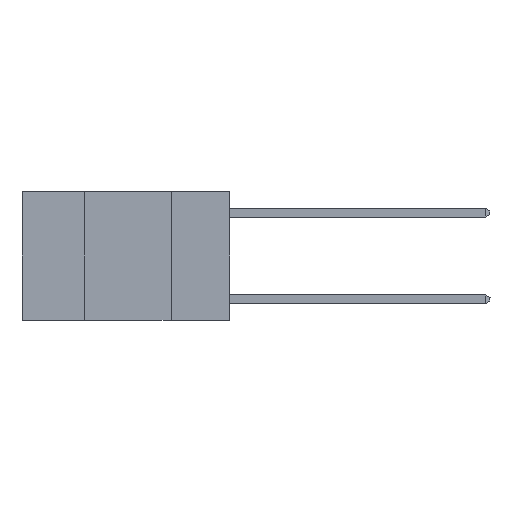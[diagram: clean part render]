
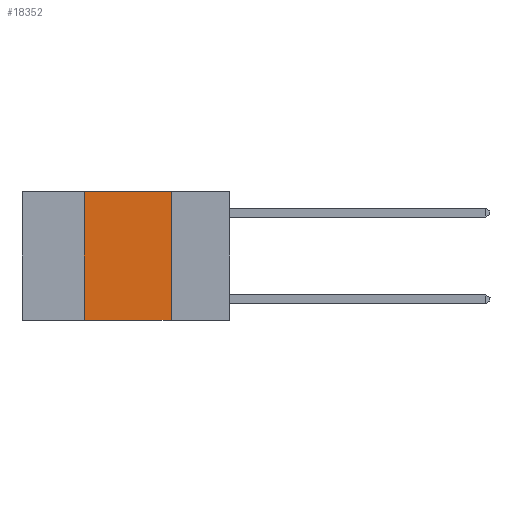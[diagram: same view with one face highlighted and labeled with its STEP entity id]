
A CAD part, left-side view. The second image highlights one B-rep face of the part: STEP entity #18352.
In plain terms, the highlighted planar face has unit normal (-1, 0, 0).
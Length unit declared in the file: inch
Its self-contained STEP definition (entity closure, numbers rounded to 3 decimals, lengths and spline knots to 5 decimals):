
#245 = CARTESIAN_POINT ( 'NONE',  ( 0., 0.42, 0. ) ) ;
#597 = CARTESIAN_POINT ( 'NONE',  ( 0., 0.42, -0.37 ) ) ;
#1454 = VECTOR ( 'NONE', #6500, 39.37008 ) ;
#1647 = LINE ( 'NONE', #1883, #12521 ) ;
#1883 = CARTESIAN_POINT ( 'NONE',  ( 0., 0.6, -0.37 ) ) ;
#4221 = DIRECTION ( 'NONE',  ( 0., -1., 0. ) ) ;
#5137 = AXIS2_PLACEMENT_3D ( 'NONE', #18613, #11682, #28022 ) ;
#5987 = VERTEX_POINT ( 'NONE', #18136 ) ;
#6500 = DIRECTION ( 'NONE',  ( 0., 0., -1. ) ) ;
#7863 = VECTOR ( 'NONE', #14191, 39.37008 ) ;
#8119 = EDGE_CURVE ( 'NONE', #18526, #5987, #14062, .T. ) ;
#8951 = CARTESIAN_POINT ( 'NONE',  ( 0., 0.17, -0.37 ) ) ;
#9062 = ORIENTED_EDGE ( 'NONE', *, *, #17483, .T. ) ;
#9360 = PLANE ( 'NONE',  #5137 ) ;
#11682 = DIRECTION ( 'NONE',  ( 1., 0., 0. ) ) ;
#12285 = ORIENTED_EDGE ( 'NONE', *, *, #26872, .F. ) ;
#12521 = VECTOR ( 'NONE', #4221, 39.37008 ) ;
#14062 = LINE ( 'NONE', #245, #7863 ) ;
#14191 = DIRECTION ( 'NONE',  ( 0., 0., 1. ) ) ;
#16129 = CARTESIAN_POINT ( 'NONE',  ( 0., 0.6, 0. ) ) ;
#16696 = VECTOR ( 'NONE', #18473, 39.37008 ) ;
#17483 = EDGE_CURVE ( 'NONE', #18526, #26482, #1647, .T. ) ;
#18136 = CARTESIAN_POINT ( 'NONE',  ( 0., 0.42, 0. ) ) ;
#18352 = ADVANCED_FACE ( 'NONE', ( #22482 ), #9360, .F. ) ;
#18473 = DIRECTION ( 'NONE',  ( 0., -1., 0. ) ) ;
#18526 = VERTEX_POINT ( 'NONE', #597 ) ;
#18613 = CARTESIAN_POINT ( 'NONE',  ( 0., 0.6, 0. ) ) ;
#20036 = VERTEX_POINT ( 'NONE', #26597 ) ;
#22063 = ORIENTED_EDGE ( 'NONE', *, *, #27678, .F. ) ;
#22482 = FACE_OUTER_BOUND ( 'NONE', #25382, .T. ) ;
#25382 = EDGE_LOOP ( 'NONE', ( #12285, #22063, #27480, #9062 ) ) ;
#26226 = LINE ( 'NONE', #27496, #1454 ) ;
#26482 = VERTEX_POINT ( 'NONE', #8951 ) ;
#26597 = CARTESIAN_POINT ( 'NONE',  ( 0., 0.17, 0. ) ) ;
#26872 = EDGE_CURVE ( 'NONE', #20036, #26482, #26226, .T. ) ;
#27480 = ORIENTED_EDGE ( 'NONE', *, *, #8119, .F. ) ;
#27496 = CARTESIAN_POINT ( 'NONE',  ( 0., 0.17, 0. ) ) ;
#27678 = EDGE_CURVE ( 'NONE', #5987, #20036, #29098, .T. ) ;
#28022 = DIRECTION ( 'NONE',  ( 0., 0., -1. ) ) ;
#29098 = LINE ( 'NONE', #16129, #16696 ) ;
